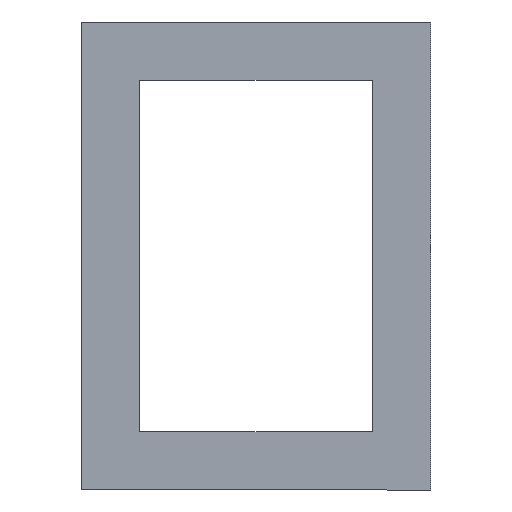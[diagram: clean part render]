
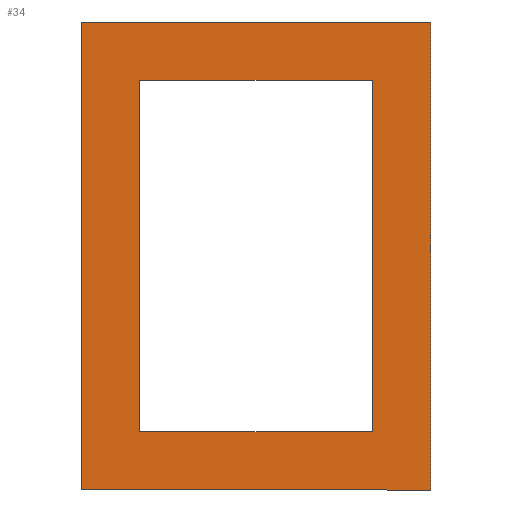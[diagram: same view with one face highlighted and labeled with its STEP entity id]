
A CAD part, front view. The second image highlights one B-rep face of the part: STEP entity #34.
In plain terms, the highlighted planar face has unit normal (0, -1, 0).
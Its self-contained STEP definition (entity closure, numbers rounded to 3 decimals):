
#24=FACE_BOUND('',#55,.T.);
#34=ADVANCED_FACE('',(#44,#24),#178,.T.);
#44=FACE_OUTER_BOUND('',#54,.T.);
#54=EDGE_LOOP('',(#90,#91,#92,#93));
#55=EDGE_LOOP('',(#94,#95,#96,#97));
#90=ORIENTED_EDGE('',*,*,#116,.F.);
#91=ORIENTED_EDGE('',*,*,#113,.F.);
#92=ORIENTED_EDGE('',*,*,#110,.F.);
#93=ORIENTED_EDGE('',*,*,#106,.F.);
#94=ORIENTED_EDGE('',*,*,#128,.F.);
#95=ORIENTED_EDGE('',*,*,#125,.F.);
#96=ORIENTED_EDGE('',*,*,#122,.F.);
#97=ORIENTED_EDGE('',*,*,#118,.F.);
#106=EDGE_CURVE('',#154,#155,#130,.T.);
#110=EDGE_CURVE('',#155,#158,#134,.T.);
#113=EDGE_CURVE('',#158,#160,#137,.T.);
#116=EDGE_CURVE('',#160,#154,#140,.T.);
#118=EDGE_CURVE('',#162,#163,#142,.T.);
#122=EDGE_CURVE('',#163,#166,#146,.T.);
#125=EDGE_CURVE('',#166,#168,#149,.T.);
#128=EDGE_CURVE('',#168,#162,#152,.T.);
#130=B_SPLINE_CURVE_WITH_KNOTS('',1,(#252,#253),.UNSPECIFIED.,.F.,.F.,(2,
2),(-193.203,-181.001),.UNSPECIFIED.);
#134=B_SPLINE_CURVE_WITH_KNOTS('',1,(#260,#261),.UNSPECIFIED.,.F.,.F.,(2,
2),(-181.001,-169.001),.UNSPECIFIED.);
#137=B_SPLINE_CURVE_WITH_KNOTS('',1,(#266,#267),.UNSPECIFIED.,.F.,.F.,(2,
2),(-169.001,-156.8),.UNSPECIFIED.);
#140=B_SPLINE_CURVE_WITH_KNOTS('',1,(#272,#273),.UNSPECIFIED.,.F.,.F.,(2,
2),(-156.8,-146.8),.UNSPECIFIED.);
#142=B_SPLINE_CURVE_WITH_KNOTS('',1,(#276,#277),.UNSPECIFIED.,.F.,.F.,(2,
2),(-146.8,-140.133),.UNSPECIFIED.);
#146=B_SPLINE_CURVE_WITH_KNOTS('',1,(#284,#285),.UNSPECIFIED.,.F.,.F.,(2,
2),(-140.133,-130.969),.UNSPECIFIED.);
#149=B_SPLINE_CURVE_WITH_KNOTS('',1,(#290,#291),.UNSPECIFIED.,.F.,.F.,(2,
2),(-130.969,-122.969),.UNSPECIFIED.);
#152=B_SPLINE_CURVE_WITH_KNOTS('',1,(#296,#297),.UNSPECIFIED.,.F.,.F.,(2,
2),(-122.969,-113.805),.UNSPECIFIED.);
#154=VERTEX_POINT('',#236);
#155=VERTEX_POINT('',#237);
#158=VERTEX_POINT('',#240);
#160=VERTEX_POINT('',#242);
#162=VERTEX_POINT('',#244);
#163=VERTEX_POINT('',#245);
#166=VERTEX_POINT('',#248);
#168=VERTEX_POINT('',#250);
#178=PLANE('',#208);
#208=AXIS2_PLACEMENT_3D('',#234,#221,$);
#221=DIRECTION('',(0.,-1.,0.));
#234=CARTESIAN_POINT('',(5.5,2.,-9.7));
#236=CARTESIAN_POINT('',(5.5,2.,6.37));
#237=CARTESIAN_POINT('',(5.5,2.,-9.7));
#240=CARTESIAN_POINT('',(-6.5,2.,-9.7));
#242=CARTESIAN_POINT('',(-6.5,2.,6.37));
#244=CARTESIAN_POINT('',(3.5,2.,4.37));
#245=CARTESIAN_POINT('',(-4.5,2.,4.37));
#248=CARTESIAN_POINT('',(-4.5,2.,-7.7));
#250=CARTESIAN_POINT('',(3.5,2.,-7.7));
#252=CARTESIAN_POINT('',(5.5,2.,6.37));
#253=CARTESIAN_POINT('',(5.5,2.,-9.7));
#260=CARTESIAN_POINT('',(5.5,2.,-9.7));
#261=CARTESIAN_POINT('',(-6.5,2.,-9.7));
#266=CARTESIAN_POINT('',(-6.5,2.,-9.7));
#267=CARTESIAN_POINT('',(-6.5,2.,6.37));
#272=CARTESIAN_POINT('',(-6.5,2.,6.37));
#273=CARTESIAN_POINT('',(5.5,2.,6.37));
#276=CARTESIAN_POINT('',(3.5,2.,4.37));
#277=CARTESIAN_POINT('',(-4.5,2.,4.37));
#284=CARTESIAN_POINT('',(-4.5,2.,4.37));
#285=CARTESIAN_POINT('',(-4.5,2.,-7.7));
#290=CARTESIAN_POINT('',(-4.5,2.,-7.7));
#291=CARTESIAN_POINT('',(3.5,2.,-7.7));
#296=CARTESIAN_POINT('',(3.5,2.,-7.7));
#297=CARTESIAN_POINT('',(3.5,2.,4.37));
